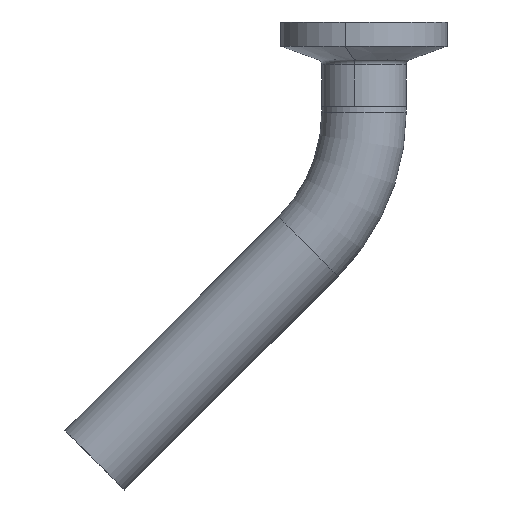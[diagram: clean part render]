
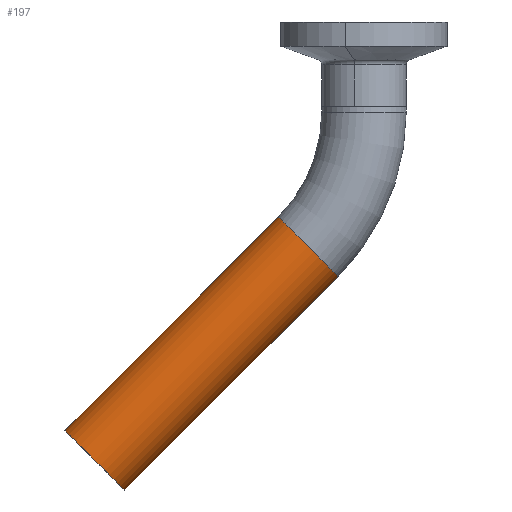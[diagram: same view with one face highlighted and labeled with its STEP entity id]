
A CAD part, front view. The second image highlights one B-rep face of the part: STEP entity #197.
In plain terms, the highlighted cylindrical face has radius 6.35 mm (diameter 12.7 mm), a partial arc.
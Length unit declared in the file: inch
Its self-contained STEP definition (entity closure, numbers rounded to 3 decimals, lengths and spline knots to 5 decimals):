
#64 = EDGE_CURVE ( 'NONE', #1129, #1071, #505, .T. ) ;
#123 = VECTOR ( 'NONE', #646, 39.37008 ) ;
#155 = EDGE_CURVE ( 'NONE', #269, #899, #855, .T. ) ;
#157 = CARTESIAN_POINT ( 'NONE',  ( -0.4663, 0., -2.05868 ) ) ;
#173 = DIRECTION ( 'NONE',  ( 0.707, 0., -0.707 ) ) ;
#186 = AXIS2_PLACEMENT_3D ( 'NONE', #365, #730, #541 ) ;
#197 = ADVANCED_FACE ( 'NONE', ( #647 ), #1084, .T. ) ;
#208 = CARTESIAN_POINT ( 'NONE',  ( -0.64308, 0., -1.88191 ) ) ;
#269 = VERTEX_POINT ( 'NONE', #429 ) ;
#338 = ORIENTED_EDGE ( 'NONE', *, *, #580, .F. ) ;
#365 = CARTESIAN_POINT ( 'NONE',  ( 0.79619, 0., -0.79619 ) ) ;
#383 = ORIENTED_EDGE ( 'NONE', *, *, #64, .T. ) ;
#429 = CARTESIAN_POINT ( 'NONE',  ( -0.64308, 0., -1.88191 ) ) ;
#439 = ORIENTED_EDGE ( 'NONE', *, *, #155, .F. ) ;
#505 = LINE ( 'NONE', #847, #896 ) ;
#541 = DIRECTION ( 'NONE',  ( -0.707, 0., 0.707 ) ) ;
#564 = CIRCLE ( 'NONE', #842, 0.25 ) ;
#580 = EDGE_CURVE ( 'NONE', #1129, #269, #564, .T. ) ;
#646 = DIRECTION ( 'NONE',  ( 0.707, 0., 0.707 ) ) ;
#647 = FACE_OUTER_BOUND ( 'NONE', #665, .T. ) ;
#665 = EDGE_LOOP ( 'NONE', ( #439, #338, #383, #1112 ) ) ;
#673 = CIRCLE ( 'NONE', #186, 0.25 ) ;
#730 = DIRECTION ( 'NONE',  ( -0.707, 0., -0.707 ) ) ;
#743 = EDGE_CURVE ( 'NONE', #1071, #899, #673, .T. ) ;
#794 = DIRECTION ( 'NONE',  ( -0.707, 0., -0.707 ) ) ;
#831 = DIRECTION ( 'NONE',  ( 0.707, 0., 0.707 ) ) ;
#835 = CARTESIAN_POINT ( 'NONE',  ( -0.4663, 0., -2.05868 ) ) ;
#842 = AXIS2_PLACEMENT_3D ( 'NONE', #157, #794, #1167 ) ;
#847 = CARTESIAN_POINT ( 'NONE',  ( -0.28952, 0., -2.23546 ) ) ;
#855 = LINE ( 'NONE', #208, #123 ) ;
#896 = VECTOR ( 'NONE', #1037, 39.37008 ) ;
#899 = VERTEX_POINT ( 'NONE', #955 ) ;
#909 = CARTESIAN_POINT ( 'NONE',  ( 0.97297, 0., -0.97297 ) ) ;
#955 = CARTESIAN_POINT ( 'NONE',  ( 0.61941, 0., -0.61941 ) ) ;
#1037 = DIRECTION ( 'NONE',  ( 0.707, 0., 0.707 ) ) ;
#1071 = VERTEX_POINT ( 'NONE', #909 ) ;
#1072 = AXIS2_PLACEMENT_3D ( 'NONE', #835, #831, #173 ) ;
#1084 = CYLINDRICAL_SURFACE ( 'NONE', #1072, 0.25 ) ;
#1112 = ORIENTED_EDGE ( 'NONE', *, *, #743, .T. ) ;
#1129 = VERTEX_POINT ( 'NONE', #1155 ) ;
#1155 = CARTESIAN_POINT ( 'NONE',  ( -0.28952, 0., -2.23546 ) ) ;
#1167 = DIRECTION ( 'NONE',  ( -0.707, 0., 0.707 ) ) ;
